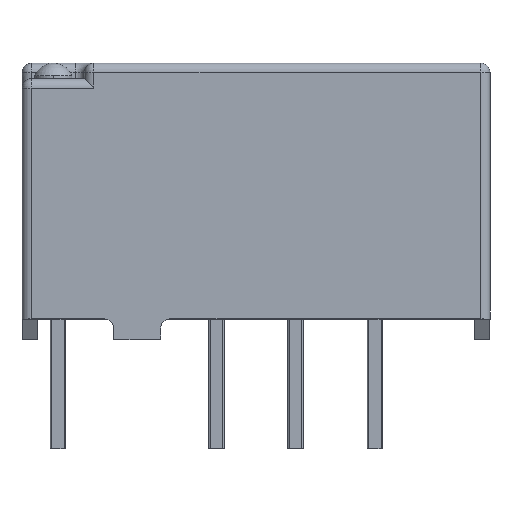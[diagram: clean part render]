
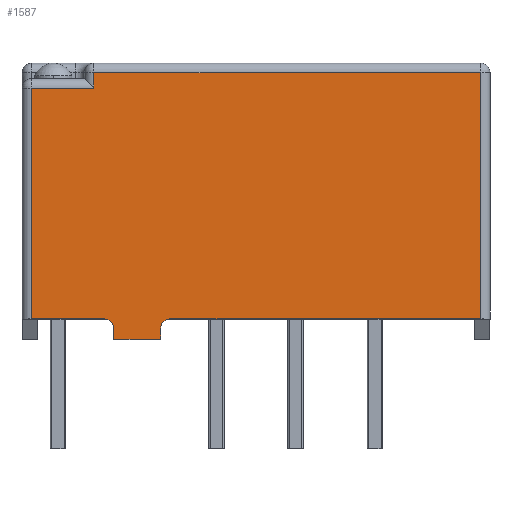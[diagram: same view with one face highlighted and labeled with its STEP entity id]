
A CAD part, top view. The second image highlights one B-rep face of the part: STEP entity #1587.
In plain terms, the highlighted planar face has unit normal (0, 0, 1).
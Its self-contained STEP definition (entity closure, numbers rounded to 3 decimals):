
#62 = VERTEX_POINT ( 'NONE', #8227 ) ;
#299 = ORIENTED_EDGE ( 'NONE', *, *, #10366, .T. ) ;
#340 = VERTEX_POINT ( 'NONE', #13291 ) ;
#455 = VERTEX_POINT ( 'NONE', #9506 ) ;
#545 = VECTOR ( 'NONE', #3006, 1000. ) ;
#684 = VERTEX_POINT ( 'NONE', #7513 ) ;
#1112 = CARTESIAN_POINT ( 'NONE',  ( 7.2, 7.9, 3.7 ) ) ;
#1126 = DIRECTION ( 'NONE',  ( 1., 0., 0. ) ) ;
#1224 = LINE ( 'NONE', #10066, #7938 ) ;
#1587 = ADVANCED_FACE ( 'NONE', ( #7843 ), #6707, .F. ) ;
#1706 = ORIENTED_EDGE ( 'NONE', *, *, #5451, .T. ) ;
#1849 = EDGE_CURVE ( 'NONE', #9008, #5045, #5183, .T. ) ;
#2013 = CARTESIAN_POINT ( 'NONE',  ( -7.5, 0., 3.7 ) ) ;
#2168 = DIRECTION ( 'NONE',  ( -1., 0., 0. ) ) ;
#2220 = AXIS2_PLACEMENT_3D ( 'NONE', #6788, #2913, #7223 ) ;
#2383 = LINE ( 'NONE', #3852, #5564 ) ;
#2547 = LINE ( 'NONE', #11459, #7571 ) ;
#2913 = DIRECTION ( 'NONE',  ( 0., 0., -1. ) ) ;
#3006 = DIRECTION ( 'NONE',  ( 0., -1., 0. ) ) ;
#3127 = ORIENTED_EDGE ( 'NONE', *, *, #1849, .T. ) ;
#3341 = LINE ( 'NONE', #14093, #4472 ) ;
#3401 = EDGE_CURVE ( 'NONE', #10661, #62, #12582, .T. ) ;
#3428 = VERTEX_POINT ( 'NONE', #5818 ) ;
#3664 = EDGE_CURVE ( 'NONE', #13881, #6800, #9109, .T. ) ;
#3809 = DIRECTION ( 'NONE',  ( 1., 0., 0. ) ) ;
#3852 = CARTESIAN_POINT ( 'NONE',  ( -4.56, 0., 3.7 ) ) ;
#3860 = EDGE_CURVE ( 'NONE', #3428, #13881, #2547, .T. ) ;
#3867 = ORIENTED_EDGE ( 'NONE', *, *, #7968, .T. ) ;
#3898 = DIRECTION ( 'NONE',  ( -1., 0., 0. ) ) ;
#3905 = VECTOR ( 'NONE', #10212, 1000. ) ;
#4143 = LINE ( 'NONE', #9600, #6574 ) ;
#4171 = DIRECTION ( 'NONE',  ( 1., 0., 0. ) ) ;
#4243 = EDGE_CURVE ( 'NONE', #5045, #684, #13985, .T. ) ;
#4304 = DIRECTION ( 'NONE',  ( 0., 0., -1. ) ) ;
#4315 = ORIENTED_EDGE ( 'NONE', *, *, #12807, .T. ) ;
#4360 = DIRECTION ( 'NONE',  ( -1., 0., 0. ) ) ;
#4418 = VECTOR ( 'NONE', #1126, 1000. ) ;
#4472 = VECTOR ( 'NONE', #6491, 1000. ) ;
#4644 = EDGE_LOOP ( 'NONE', ( #5753, #14089, #1706, #4315, #5450, #7255, #14038, #3867, #299, #5319, #5699, #3127 ) ) ;
#4939 = DIRECTION ( 'NONE',  ( 0., -1., 0. ) ) ;
#5045 = VERTEX_POINT ( 'NONE', #5968 ) ;
#5183 = CIRCLE ( 'NONE', #8384, 0.3 ) ;
#5319 = ORIENTED_EDGE ( 'NONE', *, *, #3401, .T. ) ;
#5450 = ORIENTED_EDGE ( 'NONE', *, *, #3860, .T. ) ;
#5451 = EDGE_CURVE ( 'NONE', #10946, #455, #3341, .T. ) ;
#5564 = VECTOR ( 'NONE', #4939, 1000. ) ;
#5699 = ORIENTED_EDGE ( 'NONE', *, *, #6772, .T. ) ;
#5753 = ORIENTED_EDGE ( 'NONE', *, *, #4243, .T. ) ;
#5818 = CARTESIAN_POINT ( 'NONE',  ( -5.2, 7.4, 3.7 ) ) ;
#5968 = CARTESIAN_POINT ( 'NONE',  ( -2.76, 0., 3.7 ) ) ;
#6230 = AXIS2_PLACEMENT_3D ( 'NONE', #6371, #4304, #4360 ) ;
#6371 = CARTESIAN_POINT ( 'NONE',  ( -4.86, -0.3, 3.7 ) ) ;
#6491 = DIRECTION ( 'NONE',  ( -1., 0., 0. ) ) ;
#6574 = VECTOR ( 'NONE', #10919, 1000. ) ;
#6629 = LINE ( 'NONE', #2013, #4418 ) ;
#6707 = PLANE ( 'NONE',  #2220 ) ;
#6772 = EDGE_CURVE ( 'NONE', #62, #9008, #1224, .T. ) ;
#6788 = CARTESIAN_POINT ( 'NONE',  ( -7.5, 8.2, 3.7 ) ) ;
#6800 = VERTEX_POINT ( 'NONE', #7655 ) ;
#6946 = CARTESIAN_POINT ( 'NONE',  ( -7.2, 7.4, 3.7 ) ) ;
#7052 = EDGE_CURVE ( 'NONE', #684, #10946, #4143, .T. ) ;
#7223 = DIRECTION ( 'NONE',  ( -1., 0., 0. ) ) ;
#7255 = ORIENTED_EDGE ( 'NONE', *, *, #3664, .T. ) ;
#7513 = CARTESIAN_POINT ( 'NONE',  ( 7.2, 0., 3.7 ) ) ;
#7571 = VECTOR ( 'NONE', #3898, 1000. ) ;
#7655 = CARTESIAN_POINT ( 'NONE',  ( -7.2, 0., 3.7 ) ) ;
#7843 = FACE_OUTER_BOUND ( 'NONE', #4644, .T. ) ;
#7938 = VECTOR ( 'NONE', #8900, 1000. ) ;
#7968 = EDGE_CURVE ( 'NONE', #340, #10056, #10609, .T. ) ;
#8227 = CARTESIAN_POINT ( 'NONE',  ( -3.06, -0.65, 3.7 ) ) ;
#8297 = CARTESIAN_POINT ( 'NONE',  ( -4.56, -0.3, 3.7 ) ) ;
#8384 = AXIS2_PLACEMENT_3D ( 'NONE', #13030, #10710, #2168 ) ;
#8454 = CARTESIAN_POINT ( 'NONE',  ( -5.2, 8.2, 3.7 ) ) ;
#8900 = DIRECTION ( 'NONE',  ( 0., 1., 0. ) ) ;
#9008 = VERTEX_POINT ( 'NONE', #10410 ) ;
#9109 = LINE ( 'NONE', #9335, #3905 ) ;
#9335 = CARTESIAN_POINT ( 'NONE',  ( -7.2, 8.2, 3.7 ) ) ;
#9506 = CARTESIAN_POINT ( 'NONE',  ( -5.2, 7.9, 3.7 ) ) ;
#9547 = EDGE_CURVE ( 'NONE', #6800, #340, #6629, .T. ) ;
#9600 = CARTESIAN_POINT ( 'NONE',  ( 7.2, 8.2, 3.7 ) ) ;
#10056 = VERTEX_POINT ( 'NONE', #8297 ) ;
#10066 = CARTESIAN_POINT ( 'NONE',  ( -3.06, 0., 3.7 ) ) ;
#10212 = DIRECTION ( 'NONE',  ( 0., -1., 0. ) ) ;
#10366 = EDGE_CURVE ( 'NONE', #10056, #10661, #2383, .T. ) ;
#10410 = CARTESIAN_POINT ( 'NONE',  ( -3.06, -0.3, 3.7 ) ) ;
#10609 = CIRCLE ( 'NONE', #6230, 0.3 ) ;
#10661 = VERTEX_POINT ( 'NONE', #11396 ) ;
#10710 = DIRECTION ( 'NONE',  ( 0., 0., -1. ) ) ;
#10787 = CARTESIAN_POINT ( 'NONE',  ( -7.5, 0., 3.7 ) ) ;
#10919 = DIRECTION ( 'NONE',  ( 0., 1., 0. ) ) ;
#10946 = VERTEX_POINT ( 'NONE', #1112 ) ;
#11396 = CARTESIAN_POINT ( 'NONE',  ( -4.56, -0.65, 3.7 ) ) ;
#11459 = CARTESIAN_POINT ( 'NONE',  ( -7.5, 7.4, 3.7 ) ) ;
#11474 = VECTOR ( 'NONE', #3809, 1000. ) ;
#12582 = LINE ( 'NONE', #13488, #11474 ) ;
#12807 = EDGE_CURVE ( 'NONE', #455, #3428, #13826, .T. ) ;
#13030 = CARTESIAN_POINT ( 'NONE',  ( -2.76, -0.3, 3.7 ) ) ;
#13291 = CARTESIAN_POINT ( 'NONE',  ( -4.86, 0., 3.7 ) ) ;
#13488 = CARTESIAN_POINT ( 'NONE',  ( -4.56, -0.65, 3.7 ) ) ;
#13768 = VECTOR ( 'NONE', #4171, 1000. ) ;
#13826 = LINE ( 'NONE', #8454, #545 ) ;
#13881 = VERTEX_POINT ( 'NONE', #6946 ) ;
#13985 = LINE ( 'NONE', #10787, #13768 ) ;
#14038 = ORIENTED_EDGE ( 'NONE', *, *, #9547, .T. ) ;
#14089 = ORIENTED_EDGE ( 'NONE', *, *, #7052, .T. ) ;
#14093 = CARTESIAN_POINT ( 'NONE',  ( -5.5, 7.9, 3.7 ) ) ;
